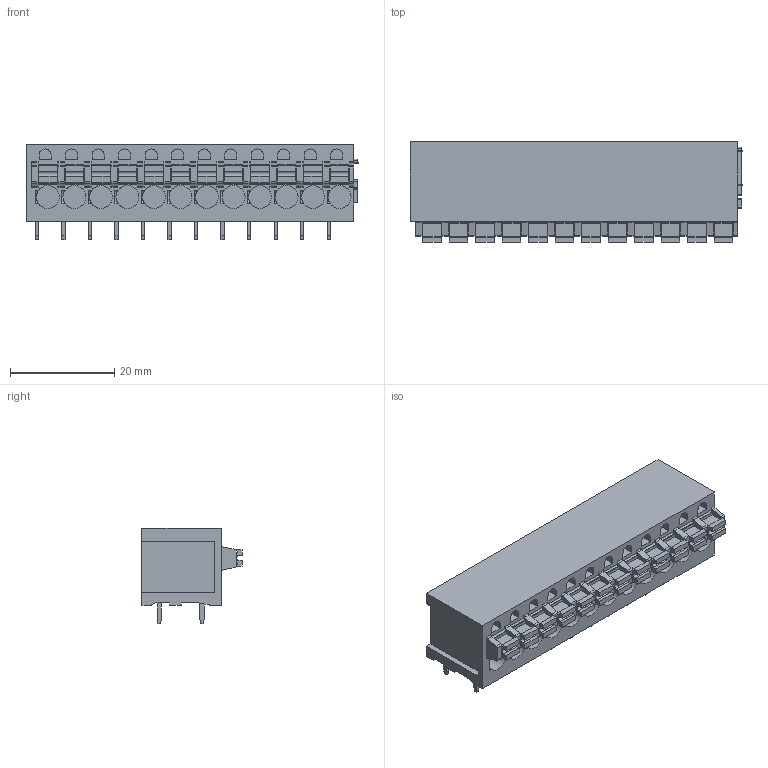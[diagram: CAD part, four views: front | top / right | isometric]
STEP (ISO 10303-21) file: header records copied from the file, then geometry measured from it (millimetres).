
FILE_DESCRIPTION(('CATIA V5 STEP Exchange','CAx-IF Rec.Pracs.--- Model Styling and Organization---1.4--- 2014-01-23'),'2;1');
FILE_NAME ('124138-1_0_1425920000_1425920000.stp','2021-07-07T07:43:45+00:00',('none'),('Weidmueller'),'CATIA Version 5-6 Release 2016 SP3 HF44','CATIA V5 STEP AP214','none');
FILE_SCHEMA(('AUTOMOTIVE_DESIGN { 1 0 10303 214 1 1 1 1 }'));
Length unit declared in the file: millimetre
Products named in the file (1): 1425920000
Bounding box: 63.61 x 19.2 x 18.3 mm (x, y, z)
Volume: 13089.9 mm3; surface area: 7782.4 mm2
Topology: 37 solids, 37 shells, 842 faces, 2223 edges, 1482 vertices
Faces by surface type: plane 643, cylinder 199
Entity records: 25296 total; most frequent: CARTESIAN_POINT 4476, ORIENTED_EDGE 4446, DIRECTION 3430, EDGE_CURVE 2223, VECTOR 1801, LINE 1801, VERTEX_POINT 1482, AXIS2_PLACEMENT_3D 1013
